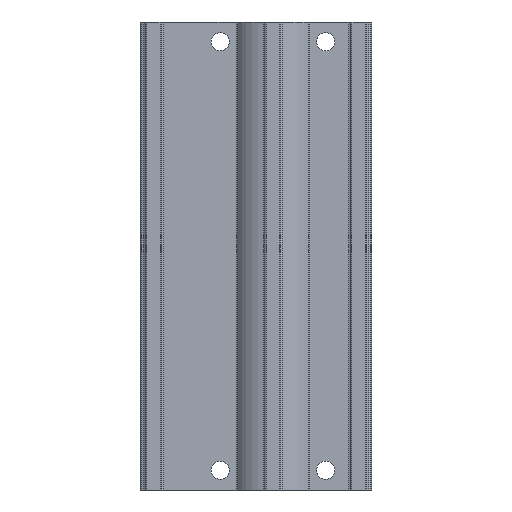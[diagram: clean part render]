
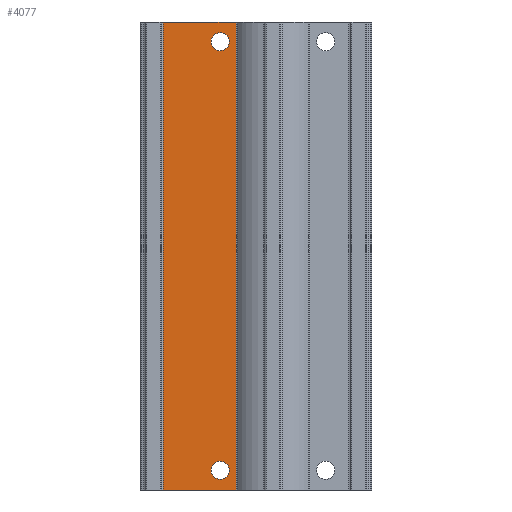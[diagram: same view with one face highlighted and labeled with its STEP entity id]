
A CAD part, front view. The second image highlights one B-rep face of the part: STEP entity #4077.
In plain terms, the highlighted planar face has unit normal (0, -1, 0).
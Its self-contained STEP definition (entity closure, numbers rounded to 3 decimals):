
#157=PLANE('',#4407);
#287=CIRCLE('',#4408,2.75);
#288=CIRCLE('',#4409,2.75);
#596=ORIENTED_EDGE('',*,*,#1688,.F.);
#597=ORIENTED_EDGE('',*,*,#1689,.F.);
#598=ORIENTED_EDGE('',*,*,#1690,.F.);
#599=ORIENTED_EDGE('',*,*,#1687,.F.);
#600=ORIENTED_EDGE('',*,*,#1691,.T.);
#601=ORIENTED_EDGE('',*,*,#1692,.T.);
#1687=EDGE_CURVE('',#2228,#2227,#2622,.T.);
#1688=EDGE_CURVE('',#2229,#2229,#287,.T.);
#1689=EDGE_CURVE('',#2230,#2230,#288,.T.);
#1690=EDGE_CURVE('',#2227,#2231,#2623,.T.);
#1691=EDGE_CURVE('',#2228,#2232,#2624,.T.);
#1692=EDGE_CURVE('',#2232,#2231,#2625,.T.);
#2227=VERTEX_POINT('',#6478);
#2228=VERTEX_POINT('',#6480);
#2229=VERTEX_POINT('',#6484);
#2230=VERTEX_POINT('',#6486);
#2231=VERTEX_POINT('',#6488);
#2232=VERTEX_POINT('',#6490);
#2622=LINE('',#6481,#2906);
#2623=LINE('',#6487,#2907);
#2624=LINE('',#6489,#2908);
#2625=LINE('',#6491,#2909);
#2906=VECTOR('',#4987,1000.);
#2907=VECTOR('',#4994,1000.);
#2908=VECTOR('',#4995,1000.);
#2909=VECTOR('',#4996,1000.);
#3190=EDGE_LOOP('',(#596));
#3191=EDGE_LOOP('',(#597));
#3192=EDGE_LOOP('',(#598,#599,#600,#601));
#3588=FACE_BOUND('',#3190,.T.);
#3589=FACE_BOUND('',#3191,.T.);
#3590=FACE_BOUND('',#3192,.T.);
#4077=ADVANCED_FACE('',(#3588,#3589,#3590),#157,.T.);
#4407=AXIS2_PLACEMENT_3D('',#6482,#4988,#4989);
#4408=AXIS2_PLACEMENT_3D('',#6483,#4990,#4991);
#4409=AXIS2_PLACEMENT_3D('',#6485,#4992,#4993);
#4987=DIRECTION('',(0.,0.,1.));
#4988=DIRECTION('',(0.,-1.,0.));
#4989=DIRECTION('',(0.,0.,-1.));
#4990=DIRECTION('',(0.,-1.,0.));
#4991=DIRECTION('',(0.,0.,-1.));
#4992=DIRECTION('',(0.,-1.,0.));
#4993=DIRECTION('',(0.,0.,-1.));
#4994=DIRECTION('',(1.,0.,0.));
#4995=DIRECTION('',(1.,0.,0.));
#4996=DIRECTION('',(0.,0.,1.));
#6478=CARTESIAN_POINT('',(-33.25,6.,0.));
#6480=CARTESIAN_POINT('',(-33.25,6.,-142.));
#6481=CARTESIAN_POINT('',(-33.25,6.,-142.));
#6482=CARTESIAN_POINT('',(-33.25,6.,-142.));
#6483=CARTESIAN_POINT('',(-16.,6.,-136.));
#6484=CARTESIAN_POINT('',(-16.,6.,-138.75));
#6485=CARTESIAN_POINT('',(-16.,6.,-6.));
#6486=CARTESIAN_POINT('',(-16.,6.,-8.75));
#6487=CARTESIAN_POINT('',(-33.25,6.,0.));
#6488=CARTESIAN_POINT('',(-11.124,6.,0.));
#6489=CARTESIAN_POINT('',(-33.25,6.,-142.));
#6490=CARTESIAN_POINT('',(-11.124,6.,-142.));
#6491=CARTESIAN_POINT('',(-11.124,6.,-142.));
